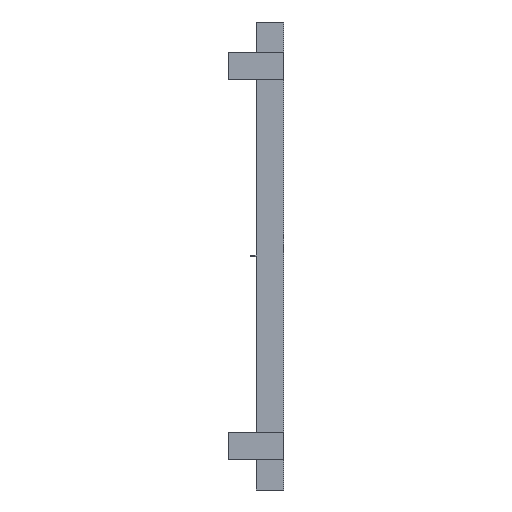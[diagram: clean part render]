
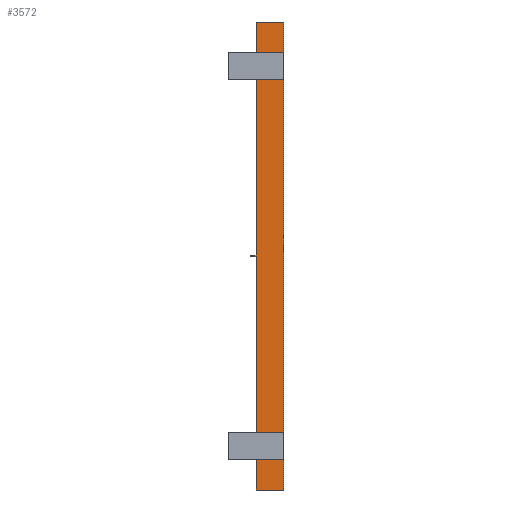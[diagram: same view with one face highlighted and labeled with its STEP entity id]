
A CAD part, left-side view. The second image highlights one B-rep face of the part: STEP entity #3572.
In plain terms, the highlighted planar face has unit normal (-1, 0, 0).
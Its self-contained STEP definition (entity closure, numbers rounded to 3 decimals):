
#69 = VERTEX_POINT ( 'NONE', #1219 ) ;
#70 = VECTOR ( 'NONE', #3905, 1000. ) ;
#104 = CARTESIAN_POINT ( 'NONE',  ( 0., 5., 79.5 ) ) ;
#174 = CARTESIAN_POINT ( 'NONE',  ( 0., 0., 85. ) ) ;
#230 = DIRECTION ( 'NONE',  ( 0., 0., 1. ) ) ;
#336 = LINE ( 'NONE', #3820, #656 ) ;
#342 = VECTOR ( 'NONE', #3903, 1000. ) ;
#345 = DIRECTION ( 'NONE',  ( 0., 0., 1. ) ) ;
#463 = VECTOR ( 'NONE', #230, 1000. ) ;
#464 = CARTESIAN_POINT ( 'NONE',  ( 0., 5., 0. ) ) ;
#539 = DIRECTION ( 'NONE',  ( 0., 0., 1. ) ) ;
#579 = EDGE_CURVE ( 'NONE', #2430, #3884, #3325, .T. ) ;
#634 = EDGE_CURVE ( 'NONE', #4106, #69, #4355, .T. ) ;
#656 = VECTOR ( 'NONE', #3881, 1000. ) ;
#728 = LINE ( 'NONE', #3811, #1158 ) ;
#781 = VERTEX_POINT ( 'NONE', #3345 ) ;
#854 = EDGE_CURVE ( 'NONE', #3648, #930, #2817, .T. ) ;
#880 = CARTESIAN_POINT ( 'NONE',  ( 0., 5.5, 74.5 ) ) ;
#930 = VERTEX_POINT ( 'NONE', #3249 ) ;
#957 = VECTOR ( 'NONE', #539, 1000. ) ;
#1087 = VECTOR ( 'NONE', #4463, 1000. ) ;
#1108 = CARTESIAN_POINT ( 'NONE',  ( 0., 5., 0. ) ) ;
#1152 = LINE ( 'NONE', #1108, #3424 ) ;
#1158 = VECTOR ( 'NONE', #1756, 1000. ) ;
#1198 = DIRECTION ( 'NONE',  ( 0., -1., 0. ) ) ;
#1219 = CARTESIAN_POINT ( 'NONE',  ( 0., 5., 5.5 ) ) ;
#1242 = LINE ( 'NONE', #3417, #463 ) ;
#1309 = EDGE_CURVE ( 'NONE', #2524, #2278, #728, .T. ) ;
#1332 = ORIENTED_EDGE ( 'NONE', *, *, #1499, .T. ) ;
#1498 = VERTEX_POINT ( 'NONE', #880 ) ;
#1499 = EDGE_CURVE ( 'NONE', #4106, #2924, #4302, .T. ) ;
#1602 = PLANE ( 'NONE',  #3586 ) ;
#1730 = CARTESIAN_POINT ( 'NONE',  ( 0., 5., 0. ) ) ;
#1742 = ORIENTED_EDGE ( 'NONE', *, *, #634, .F. ) ;
#1756 = DIRECTION ( 'NONE',  ( 0., -1., 0. ) ) ;
#1812 = VECTOR ( 'NONE', #3283, 1000. ) ;
#1862 = EDGE_CURVE ( 'NONE', #781, #3648, #1242, .T. ) ;
#1880 = CARTESIAN_POINT ( 'NONE',  ( 0., 5., 0. ) ) ;
#1887 = CARTESIAN_POINT ( 'NONE',  ( 0., 0., 79.5 ) ) ;
#1889 = LINE ( 'NONE', #3991, #1812 ) ;
#1961 = VECTOR ( 'NONE', #1198, 1000. ) ;
#2182 = LINE ( 'NONE', #3237, #3958 ) ;
#2187 = EDGE_CURVE ( 'NONE', #2924, #2278, #2498, .T. ) ;
#2272 = ORIENTED_EDGE ( 'NONE', *, *, #2687, .F. ) ;
#2278 = VERTEX_POINT ( 'NONE', #174 ) ;
#2335 = DIRECTION ( 'NONE',  ( 1., 0., 0. ) ) ;
#2395 = VERTEX_POINT ( 'NONE', #4138 ) ;
#2425 = CARTESIAN_POINT ( 'NONE',  ( 0., 5.5, 79.5 ) ) ;
#2430 = VERTEX_POINT ( 'NONE', #2425 ) ;
#2498 = LINE ( 'NONE', #2519, #342 ) ;
#2519 = CARTESIAN_POINT ( 'NONE',  ( 0., 0., 0. ) ) ;
#2524 = VERTEX_POINT ( 'NONE', #3170 ) ;
#2567 = ORIENTED_EDGE ( 'NONE', *, *, #1862, .F. ) ;
#2641 = EDGE_LOOP ( 'NONE', ( #4552, #2936, #3703, #3002, #2272, #4499, #3530, #4440, #2567, #4435, #1742, #1332 ) ) ;
#2660 = CARTESIAN_POINT ( 'NONE',  ( 0., 5., 0. ) ) ;
#2687 = EDGE_CURVE ( 'NONE', #1498, #2430, #1889, .T. ) ;
#2817 = LINE ( 'NONE', #3463, #70 ) ;
#2924 = VERTEX_POINT ( 'NONE', #3936 ) ;
#2928 = VECTOR ( 'NONE', #2943, 1000. ) ;
#2935 = EDGE_CURVE ( 'NONE', #930, #2395, #1152, .T. ) ;
#2936 = ORIENTED_EDGE ( 'NONE', *, *, #1309, .F. ) ;
#2943 = DIRECTION ( 'NONE',  ( 0., -1., 0. ) ) ;
#2973 = FACE_OUTER_BOUND ( 'NONE', #2641, .T. ) ;
#3002 = ORIENTED_EDGE ( 'NONE', *, *, #579, .F. ) ;
#3008 = EDGE_CURVE ( 'NONE', #3884, #2524, #2182, .T. ) ;
#3170 = CARTESIAN_POINT ( 'NONE',  ( 0., 5., 85. ) ) ;
#3237 = CARTESIAN_POINT ( 'NONE',  ( 0., 5., 0. ) ) ;
#3249 = CARTESIAN_POINT ( 'NONE',  ( 0., 5., 10.5 ) ) ;
#3259 = EDGE_CURVE ( 'NONE', #2395, #1498, #336, .T. ) ;
#3283 = DIRECTION ( 'NONE',  ( 0., 0., 1. ) ) ;
#3325 = LINE ( 'NONE', #1887, #2928 ) ;
#3345 = CARTESIAN_POINT ( 'NONE',  ( 0., 5.5, 5.5 ) ) ;
#3417 = CARTESIAN_POINT ( 'NONE',  ( 0., 5.5, -35.5 ) ) ;
#3424 = VECTOR ( 'NONE', #345, 1000. ) ;
#3463 = CARTESIAN_POINT ( 'NONE',  ( 0., 0., 10.5 ) ) ;
#3484 = EDGE_CURVE ( 'NONE', #69, #781, #3715, .T. ) ;
#3530 = ORIENTED_EDGE ( 'NONE', *, *, #2935, .F. ) ;
#3561 = DIRECTION ( 'NONE',  ( 0., 0., 1. ) ) ;
#3572 = ADVANCED_FACE ( 'NONE', ( #2973 ), #1602, .F. ) ;
#3586 = AXIS2_PLACEMENT_3D ( 'NONE', #2660, #2335, #4069 ) ;
#3648 = VERTEX_POINT ( 'NONE', #4534 ) ;
#3703 = ORIENTED_EDGE ( 'NONE', *, *, #3008, .F. ) ;
#3715 = LINE ( 'NONE', #4417, #1087 ) ;
#3811 = CARTESIAN_POINT ( 'NONE',  ( 0., 5., 85. ) ) ;
#3820 = CARTESIAN_POINT ( 'NONE',  ( 0., 0., 74.5 ) ) ;
#3881 = DIRECTION ( 'NONE',  ( 0., 1., 0. ) ) ;
#3884 = VERTEX_POINT ( 'NONE', #104 ) ;
#3903 = DIRECTION ( 'NONE',  ( 0., 0., 1. ) ) ;
#3905 = DIRECTION ( 'NONE',  ( 0., -1., 0. ) ) ;
#3936 = CARTESIAN_POINT ( 'NONE',  ( 0., 0., 0. ) ) ;
#3958 = VECTOR ( 'NONE', #3561, 1000. ) ;
#3991 = CARTESIAN_POINT ( 'NONE',  ( 0., 5.5, -35.5 ) ) ;
#4069 = DIRECTION ( 'NONE',  ( 0., 0., -1. ) ) ;
#4106 = VERTEX_POINT ( 'NONE', #1730 ) ;
#4138 = CARTESIAN_POINT ( 'NONE',  ( 0., 5., 74.5 ) ) ;
#4302 = LINE ( 'NONE', #1880, #1961 ) ;
#4355 = LINE ( 'NONE', #464, #957 ) ;
#4417 = CARTESIAN_POINT ( 'NONE',  ( 0., 0., 5.5 ) ) ;
#4435 = ORIENTED_EDGE ( 'NONE', *, *, #3484, .F. ) ;
#4440 = ORIENTED_EDGE ( 'NONE', *, *, #854, .F. ) ;
#4463 = DIRECTION ( 'NONE',  ( 0., 1., 0. ) ) ;
#4499 = ORIENTED_EDGE ( 'NONE', *, *, #3259, .F. ) ;
#4534 = CARTESIAN_POINT ( 'NONE',  ( 0., 5.5, 10.5 ) ) ;
#4552 = ORIENTED_EDGE ( 'NONE', *, *, #2187, .T. ) ;
